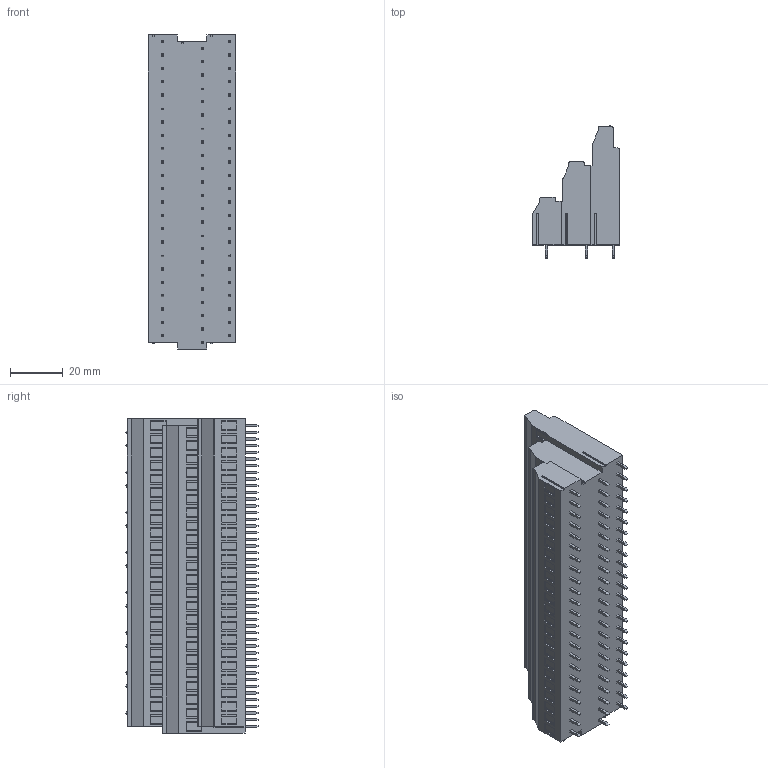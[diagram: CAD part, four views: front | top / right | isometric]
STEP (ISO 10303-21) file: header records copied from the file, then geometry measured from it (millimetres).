
FILE_DESCRIPTION((''),'2;1');
FILE_NAME('TL324VH3-XXP-XS','2025-01-10T09:25:39',('yanfa'),(''),'CREO PARAMETRIC BY PTC INC, 2018100','CREO PARAMETRIC BY PTC INC, 2018100','');
FILE_SCHEMA(('CONFIG_CONTROL_DESIGN','SHAPE_APPEARANCE_LAYERS_GROUPS'));
Products named in the file (1): TL324VH3-XXP-XS
Bounding box: 33.4 x 50.3 x 119.38 mm (x, y, z)
Volume: 109537.4 mm3; surface area: 28953.5 mm2
Topology: 1 solids, 89 shells, 2851 faces, 7394 edges, 4867 vertices
Faces by surface type: plane 2381, cylinder 302, torus 138, sphere 30
Entity records: 86722 total; most frequent: CARTESIAN_POINT 16605, ORIENTED_EDGE 14728, DIRECTION 13866, EDGE_CURVE 7364, VECTOR 6008, LINE 6008, VERTEX_POINT 4867, AXIS2_PLACEMENT_3D 3929
